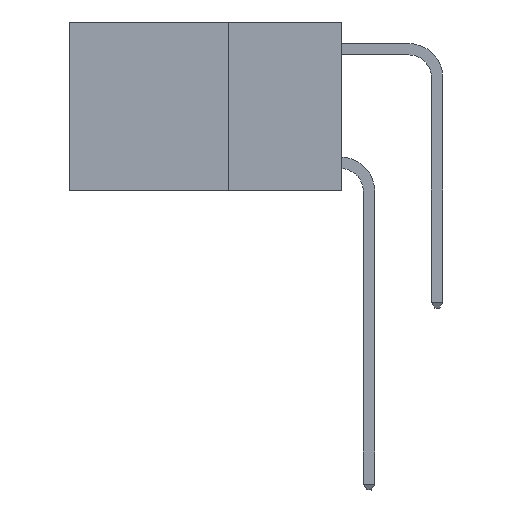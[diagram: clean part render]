
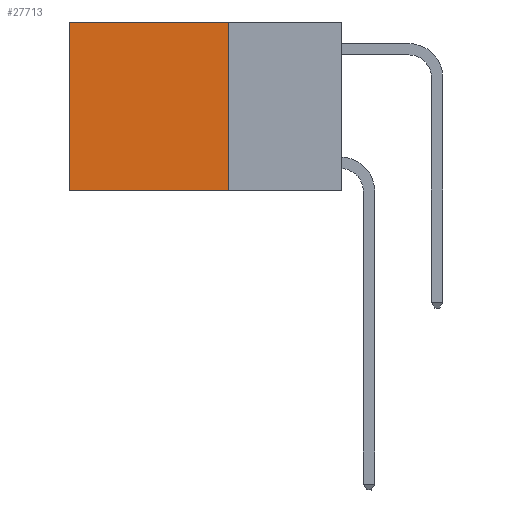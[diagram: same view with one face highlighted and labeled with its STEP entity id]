
A CAD part, left-side view. The second image highlights one B-rep face of the part: STEP entity #27713.
In plain terms, the highlighted planar face has unit normal (-1, 0, 0).
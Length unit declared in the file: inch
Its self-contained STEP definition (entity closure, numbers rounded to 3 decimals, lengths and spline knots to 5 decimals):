
#925 = AXIS2_PLACEMENT_3D ( 'NONE', #8120, #3107, #7980 ) ;
#1127 = EDGE_CURVE ( 'NONE', #16006, #11353, #27432, .T. ) ;
#1940 = ORIENTED_EDGE ( 'NONE', *, *, #25376, .F. ) ;
#3107 = DIRECTION ( 'NONE',  ( 1., 0., 0. ) ) ;
#3134 = LINE ( 'NONE', #28345, #6205 ) ;
#3564 = CARTESIAN_POINT ( 'NONE',  ( 0.2625, 0.6, -0.37 ) ) ;
#4281 = VERTEX_POINT ( 'NONE', #25952 ) ;
#5098 = DIRECTION ( 'NONE',  ( 0., 0., -1. ) ) ;
#5644 = EDGE_CURVE ( 'NONE', #23369, #16006, #3134, .T. ) ;
#6205 = VECTOR ( 'NONE', #12283, 39.37008 ) ;
#7980 = DIRECTION ( 'NONE',  ( 0., 0., -1. ) ) ;
#8120 = CARTESIAN_POINT ( 'NONE',  ( 0.2625, 0.25, 0. ) ) ;
#9382 = DIRECTION ( 'NONE',  ( 0., 1., 0. ) ) ;
#11353 = VERTEX_POINT ( 'NONE', #3564 ) ;
#11894 = LINE ( 'NONE', #16346, #18756 ) ;
#12283 = DIRECTION ( 'NONE',  ( 0., 1., 0. ) ) ;
#13210 = EDGE_CURVE ( 'NONE', #23369, #4281, #11894, .T. ) ;
#13347 = ORIENTED_EDGE ( 'NONE', *, *, #1127, .T. ) ;
#13741 = DIRECTION ( 'NONE',  ( 0., 0., -1. ) ) ;
#16006 = VERTEX_POINT ( 'NONE', #16824 ) ;
#16346 = CARTESIAN_POINT ( 'NONE',  ( 0.2625, 0.25, 0. ) ) ;
#16824 = CARTESIAN_POINT ( 'NONE',  ( 0.2625, 0.6, 0. ) ) ;
#18130 = CARTESIAN_POINT ( 'NONE',  ( 0.2625, 0.25, 0. ) ) ;
#18386 = LINE ( 'NONE', #27379, #20204 ) ;
#18756 = VECTOR ( 'NONE', #5098, 39.37008 ) ;
#19184 = FACE_OUTER_BOUND ( 'NONE', #27336, .T. ) ;
#19630 = ORIENTED_EDGE ( 'NONE', *, *, #13210, .F. ) ;
#19765 = VECTOR ( 'NONE', #13741, 39.37008 ) ;
#20129 = ORIENTED_EDGE ( 'NONE', *, *, #5644, .T. ) ;
#20204 = VECTOR ( 'NONE', #9382, 39.37008 ) ;
#22408 = CARTESIAN_POINT ( 'NONE',  ( 0.2625, 0.6, 0. ) ) ;
#23369 = VERTEX_POINT ( 'NONE', #18130 ) ;
#25376 = EDGE_CURVE ( 'NONE', #4281, #11353, #18386, .T. ) ;
#25952 = CARTESIAN_POINT ( 'NONE',  ( 0.2625, 0.25, -0.37 ) ) ;
#27336 = EDGE_LOOP ( 'NONE', ( #13347, #1940, #19630, #20129 ) ) ;
#27379 = CARTESIAN_POINT ( 'NONE',  ( 0.2625, 0.25, -0.37 ) ) ;
#27432 = LINE ( 'NONE', #22408, #19765 ) ;
#27713 = ADVANCED_FACE ( 'NONE', ( #19184 ), #28174, .F. ) ;
#28174 = PLANE ( 'NONE',  #925 ) ;
#28345 = CARTESIAN_POINT ( 'NONE',  ( 0.2625, 0.25, 0. ) ) ;
